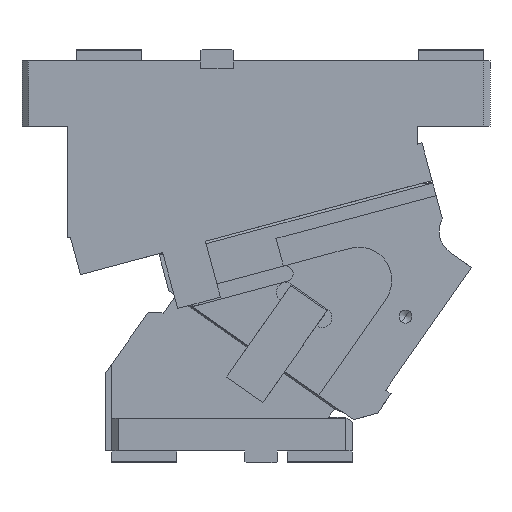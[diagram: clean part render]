
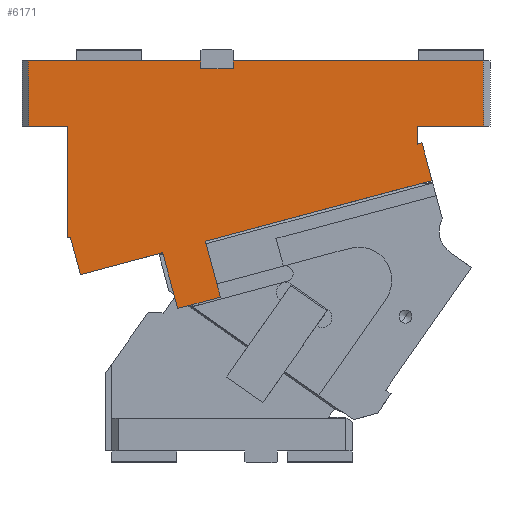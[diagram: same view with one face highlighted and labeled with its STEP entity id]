
A CAD part, front view. The second image highlights one B-rep face of the part: STEP entity #6171.
In plain terms, the highlighted planar face has unit normal (0, -1, 0).
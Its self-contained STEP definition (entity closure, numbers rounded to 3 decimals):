
#190=CARTESIAN_POINT('Vertex',(315.432,-82.5,-91.918)) ;
#193=CARTESIAN_POINT('Line Origine',(228.257,-82.5,-115.276)) ;
#197=CARTESIAN_POINT('Vertex',(141.082,-82.5,-138.635)) ;
#218=CARTESIAN_POINT('Vertex',(108.24,-82.5,-147.435)) ;
#221=CARTESIAN_POINT('Line Origine',(76.606,-82.5,-155.911)) ;
#225=CARTESIAN_POINT('Vertex',(44.972,-82.5,-164.387)) ;
#776=CARTESIAN_POINT('Vertex',(307.667,-82.5,-62.94)) ;
#779=CARTESIAN_POINT('Line Origine',(311.549,-82.5,-77.429)) ;
#802=CARTESIAN_POINT('Vertex',(152.599,-82.5,-181.618)) ;
#824=CARTESIAN_POINT('Line Origine',(146.841,-82.5,-160.127)) ;
#867=CARTESIAN_POINT('Line Origine',(113.999,-82.5,-168.926)) ;
#871=CARTESIAN_POINT('Vertex',(119.758,-82.5,-190.418)) ;
#907=CARTESIAN_POINT('Line Origine',(41.09,-82.5,-149.898)) ;
#911=CARTESIAN_POINT('Vertex',(37.208,-82.5,-135.409)) ;
#1229=CARTESIAN_POINT('Vertex',(35.,-82.5,-135.5)) ;
#1232=CARTESIAN_POINT('Line Origine',(35.,-82.5,-92.75)) ;
#1236=CARTESIAN_POINT('Vertex',(35.,-82.5,-50.)) ;
#1266=CARTESIAN_POINT('Line Origine',(20.,-82.5,-50.)) ;
#1270=CARTESIAN_POINT('Vertex',(5.,-82.5,-50.)) ;
#1427=CARTESIAN_POINT('Vertex',(5.,-82.5,0.)) ;
#1430=CARTESIAN_POINT('Line Origine',(71.25,-82.5,0.)) ;
#1434=CARTESIAN_POINT('Vertex',(137.5,-82.5,0.)) ;
#1748=CARTESIAN_POINT('Vertex',(355.,-82.5,0.)) ;
#1919=CARTESIAN_POINT('Vertex',(162.5,-82.5,0.)) ;
#1922=CARTESIAN_POINT('Line Origine',(258.75,-82.5,0.)) ;
#2115=CARTESIAN_POINT('Vertex',(355.,-82.5,-50.)) ;
#2118=CARTESIAN_POINT('Line Origine',(329.5,-82.5,-50.)) ;
#2122=CARTESIAN_POINT('Vertex',(304.,-82.5,-50.)) ;
#2198=CARTESIAN_POINT('Line Origine',(304.,-82.5,-56.961)) ;
#2202=CARTESIAN_POINT('Vertex',(304.,-82.5,-63.923)) ;
#2545=CARTESIAN_POINT('Line Origine',(305.833,-82.5,-63.431)) ;
#2563=CARTESIAN_POINT('Line Origine',(136.179,-82.5,-186.018)) ;
#2580=CARTESIAN_POINT('Line Origine',(37.039,-82.5,-135.455)) ;
#2584=CARTESIAN_POINT('Vertex',(36.87,-82.5,-135.5)) ;
#2617=CARTESIAN_POINT('Line Origine',(35.935,-82.5,-135.5)) ;
#2639=CARTESIAN_POINT('Line Origine',(5.,-82.5,-25.)) ;
#2663=CARTESIAN_POINT('Line Origine',(137.5,-82.5,-3.)) ;
#2667=CARTESIAN_POINT('Vertex',(137.5,-82.5,-6.)) ;
#2687=CARTESIAN_POINT('Line Origine',(150.,-82.5,-6.)) ;
#2691=CARTESIAN_POINT('Vertex',(162.5,-82.5,-6.)) ;
#2723=CARTESIAN_POINT('Line Origine',(162.5,-82.5,-3.)) ;
#2745=CARTESIAN_POINT('Line Origine',(355.,-82.5,-25.)) ;
#6143=CARTESIAN_POINT('Axis2P3D Location',(0.,-82.5,0.)) ;
#194=DIRECTION('Vector Direction',(-0.966,0.,-0.259)) ;
#222=DIRECTION('Vector Direction',(-0.966,0.,-0.259)) ;
#780=DIRECTION('Vector Direction',(0.259,0.,-0.966)) ;
#825=DIRECTION('Vector Direction',(-0.259,0.,0.966)) ;
#868=DIRECTION('Vector Direction',(-0.259,0.,0.966)) ;
#908=DIRECTION('Vector Direction',(-0.259,0.,0.966)) ;
#1233=DIRECTION('Vector Direction',(0.,0.,-1.)) ;
#1267=DIRECTION('Vector Direction',(1.,0.,0.)) ;
#1431=DIRECTION('Vector Direction',(1.,0.,0.)) ;
#1923=DIRECTION('Vector Direction',(1.,0.,0.)) ;
#2119=DIRECTION('Vector Direction',(-1.,0.,0.)) ;
#2199=DIRECTION('Vector Direction',(0.,0.,-1.)) ;
#2546=DIRECTION('Vector Direction',(0.966,0.,0.259)) ;
#2564=DIRECTION('Vector Direction',(0.966,0.,0.259)) ;
#2581=DIRECTION('Vector Direction',(-0.966,0.,-0.259)) ;
#2618=DIRECTION('Vector Direction',(1.,0.,0.)) ;
#2640=DIRECTION('Vector Direction',(0.,0.,-1.)) ;
#2664=DIRECTION('Vector Direction',(0.,0.,1.)) ;
#2688=DIRECTION('Vector Direction',(1.,0.,0.)) ;
#2724=DIRECTION('Vector Direction',(0.,0.,-1.)) ;
#2746=DIRECTION('Vector Direction',(0.,0.,1.)) ;
#6144=DIRECTION('Axis2P3D Direction',(0.,1.,0.)) ;
#6145=DIRECTION('Axis2P3D XDirection',(0.,0.,1.)) ;
#6146=AXIS2_PLACEMENT_3D('Plane Axis2P3D',#6143,#6144,#6145) ;
#6149=ORIENTED_EDGE('',*,*,#828,.T.) ;
#6150=ORIENTED_EDGE('',*,*,#199,.T.) ;
#6151=ORIENTED_EDGE('',*,*,#783,.T.) ;
#6152=ORIENTED_EDGE('',*,*,#2549,.T.) ;
#6153=ORIENTED_EDGE('',*,*,#2204,.F.) ;
#6154=ORIENTED_EDGE('',*,*,#2124,.F.) ;
#6155=ORIENTED_EDGE('',*,*,#2749,.T.) ;
#6156=ORIENTED_EDGE('',*,*,#1926,.F.) ;
#6157=ORIENTED_EDGE('',*,*,#2727,.T.) ;
#6158=ORIENTED_EDGE('',*,*,#2693,.F.) ;
#6159=ORIENTED_EDGE('',*,*,#2669,.T.) ;
#6160=ORIENTED_EDGE('',*,*,#1436,.F.) ;
#6161=ORIENTED_EDGE('',*,*,#2643,.T.) ;
#6162=ORIENTED_EDGE('',*,*,#1272,.T.) ;
#6163=ORIENTED_EDGE('',*,*,#1238,.T.) ;
#6164=ORIENTED_EDGE('',*,*,#2621,.T.) ;
#6165=ORIENTED_EDGE('',*,*,#2586,.F.) ;
#6166=ORIENTED_EDGE('',*,*,#913,.T.) ;
#6167=ORIENTED_EDGE('',*,*,#227,.T.) ;
#6168=ORIENTED_EDGE('',*,*,#873,.F.) ;
#6169=ORIENTED_EDGE('',*,*,#2567,.T.) ;
#195=VECTOR('Line Direction',#194,1.) ;
#223=VECTOR('Line Direction',#222,1.) ;
#781=VECTOR('Line Direction',#780,1.) ;
#826=VECTOR('Line Direction',#825,1.) ;
#869=VECTOR('Line Direction',#868,1.) ;
#909=VECTOR('Line Direction',#908,1.) ;
#1234=VECTOR('Line Direction',#1233,1.) ;
#1268=VECTOR('Line Direction',#1267,1.) ;
#1432=VECTOR('Line Direction',#1431,1.) ;
#1924=VECTOR('Line Direction',#1923,1.) ;
#2120=VECTOR('Line Direction',#2119,1.) ;
#2200=VECTOR('Line Direction',#2199,1.) ;
#2547=VECTOR('Line Direction',#2546,1.) ;
#2565=VECTOR('Line Direction',#2564,1.) ;
#2582=VECTOR('Line Direction',#2581,1.) ;
#2619=VECTOR('Line Direction',#2618,1.) ;
#2641=VECTOR('Line Direction',#2640,1.) ;
#2665=VECTOR('Line Direction',#2664,1.) ;
#2689=VECTOR('Line Direction',#2688,1.) ;
#2725=VECTOR('Line Direction',#2724,1.) ;
#2747=VECTOR('Line Direction',#2746,1.) ;
#6171=ADVANCED_FACE('CAM HOLDER',(#6170),#6147,.F.) ;
#199=EDGE_CURVE('',#198,#191,#196,.F.) ;
#227=EDGE_CURVE('',#226,#219,#224,.F.) ;
#783=EDGE_CURVE('',#191,#777,#782,.F.) ;
#828=EDGE_CURVE('',#803,#198,#827,.T.) ;
#873=EDGE_CURVE('',#872,#219,#870,.T.) ;
#913=EDGE_CURVE('',#912,#226,#910,.F.) ;
#1238=EDGE_CURVE('',#1237,#1230,#1235,.T.) ;
#1272=EDGE_CURVE('',#1271,#1237,#1269,.T.) ;
#1436=EDGE_CURVE('',#1428,#1435,#1433,.T.) ;
#1926=EDGE_CURVE('',#1920,#1749,#1925,.T.) ;
#2124=EDGE_CURVE('',#2116,#2123,#2121,.T.) ;
#2204=EDGE_CURVE('',#2123,#2203,#2201,.T.) ;
#2549=EDGE_CURVE('',#777,#2203,#2548,.F.) ;
#2567=EDGE_CURVE('',#872,#803,#2566,.T.) ;
#2586=EDGE_CURVE('',#912,#2585,#2583,.T.) ;
#2621=EDGE_CURVE('',#1230,#2585,#2620,.T.) ;
#2643=EDGE_CURVE('',#1428,#1271,#2642,.T.) ;
#2669=EDGE_CURVE('',#2668,#1435,#2666,.T.) ;
#2693=EDGE_CURVE('',#2668,#2692,#2690,.T.) ;
#2727=EDGE_CURVE('',#1920,#2692,#2726,.T.) ;
#2749=EDGE_CURVE('',#2116,#1749,#2748,.T.) ;
#6148=EDGE_LOOP('',(#6149,#6150,#6151,#6152,#6153,#6154,#6155,#6156,#6157,#6158,#6159,#6160,#6161,#6162,#6163,#6164,#6165,#6166,#6167,#6168,#6169)) ;
#6170=FACE_OUTER_BOUND('',#6148,.T.) ;
#196=LINE('Line',#193,#195) ;
#224=LINE('Line',#221,#223) ;
#782=LINE('Line',#779,#781) ;
#827=LINE('Line',#824,#826) ;
#870=LINE('Line',#867,#869) ;
#910=LINE('Line',#907,#909) ;
#1235=LINE('Line',#1232,#1234) ;
#1269=LINE('Line',#1266,#1268) ;
#1433=LINE('Line',#1430,#1432) ;
#1925=LINE('Line',#1922,#1924) ;
#2121=LINE('Line',#2118,#2120) ;
#2201=LINE('Line',#2198,#2200) ;
#2548=LINE('Line',#2545,#2547) ;
#2566=LINE('Line',#2563,#2565) ;
#2583=LINE('Line',#2580,#2582) ;
#2620=LINE('Line',#2617,#2619) ;
#2642=LINE('Line',#2639,#2641) ;
#2666=LINE('Line',#2663,#2665) ;
#2690=LINE('Line',#2687,#2689) ;
#2726=LINE('Line',#2723,#2725) ;
#2748=LINE('Line',#2745,#2747) ;
#6147=PLANE('Plane',#6146) ;
#191=VERTEX_POINT('',#190) ;
#198=VERTEX_POINT('',#197) ;
#219=VERTEX_POINT('',#218) ;
#226=VERTEX_POINT('',#225) ;
#777=VERTEX_POINT('',#776) ;
#803=VERTEX_POINT('',#802) ;
#872=VERTEX_POINT('',#871) ;
#912=VERTEX_POINT('',#911) ;
#1230=VERTEX_POINT('',#1229) ;
#1237=VERTEX_POINT('',#1236) ;
#1271=VERTEX_POINT('',#1270) ;
#1428=VERTEX_POINT('',#1427) ;
#1435=VERTEX_POINT('',#1434) ;
#1749=VERTEX_POINT('',#1748) ;
#1920=VERTEX_POINT('',#1919) ;
#2116=VERTEX_POINT('',#2115) ;
#2123=VERTEX_POINT('',#2122) ;
#2203=VERTEX_POINT('',#2202) ;
#2585=VERTEX_POINT('',#2584) ;
#2668=VERTEX_POINT('',#2667) ;
#2692=VERTEX_POINT('',#2691) ;
